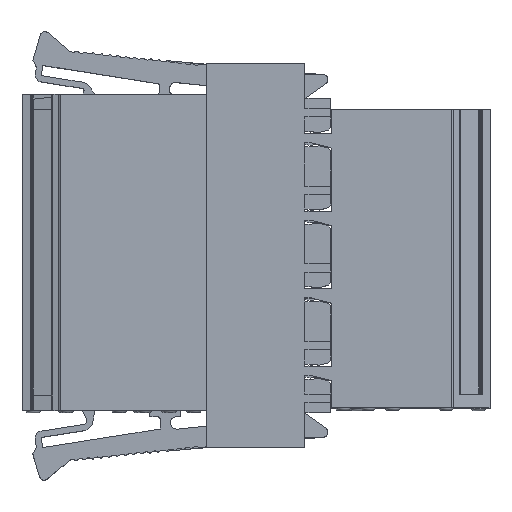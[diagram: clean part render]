
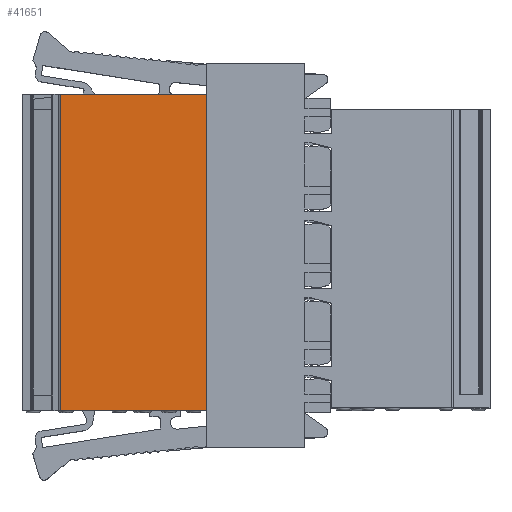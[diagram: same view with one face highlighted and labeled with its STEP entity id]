
A CAD part, top view. The second image highlights one B-rep face of the part: STEP entity #41651.
In plain terms, the highlighted planar face has unit normal (0, 0, 1).
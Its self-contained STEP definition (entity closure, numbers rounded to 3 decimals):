
#9565=ORIENTED_EDGE('',*,*,#14467,.F.);
#9566=ORIENTED_EDGE('',*,*,#14815,.F.);
#9567=ORIENTED_EDGE('',*,*,#14816,.T.);
#9568=ORIENTED_EDGE('',*,*,#14817,.T.);
#14467=EDGE_CURVE('',#17707,#17708,#20938,.T.);
#14815=EDGE_CURVE('',#17917,#17707,#21195,.T.);
#14816=EDGE_CURVE('',#17917,#17918,#21196,.T.);
#14817=EDGE_CURVE('',#17918,#17708,#21197,.T.);
#17707=VERTEX_POINT('',#62201);
#17708=VERTEX_POINT('',#62203);
#17917=VERTEX_POINT('',#63052);
#17918=VERTEX_POINT('',#63054);
#20938=LINE('',#62202,#24231);
#21195=LINE('',#63051,#24488);
#21196=LINE('',#63053,#24489);
#21197=LINE('',#63055,#24490);
#24231=VECTOR('',#50853,1000.);
#24488=VECTOR('',#51498,1000.);
#24489=VECTOR('',#51499,1000.);
#24490=VECTOR('',#51500,1000.);
#26160=EDGE_LOOP('',(#9565,#9566,#9567,#9568));
#27897=FACE_BOUND('',#26160,.T.);
#29086=PLANE('',#43956);
#41651=ADVANCED_FACE('',(#27897),#29086,.F.);
#43956=AXIS2_PLACEMENT_3D('',#63050,#51496,#51497);
#50853=DIRECTION('',(0.,1.,0.));
#51496=DIRECTION('',(0.,0.,-1.));
#51497=DIRECTION('',(-1.,0.,0.));
#51498=DIRECTION('',(-1.,0.,0.));
#51499=DIRECTION('',(0.,1.,0.));
#51500=DIRECTION('',(-1.,0.,0.));
#62201=CARTESIAN_POINT('',(-9.39,-1.5,0.));
#62202=CARTESIAN_POINT('',(-9.39,-1.5,0.));
#62203=CARTESIAN_POINT('',(-9.39,29.08,0.));
#63050=CARTESIAN_POINT('',(4.775,-1.5,0.));
#63051=CARTESIAN_POINT('',(4.775,-1.5,0.));
#63052=CARTESIAN_POINT('',(4.775,-1.5,0.));
#63053=CARTESIAN_POINT('',(4.775,-1.5,0.));
#63054=CARTESIAN_POINT('',(4.775,29.08,0.));
#63055=CARTESIAN_POINT('',(4.775,29.08,0.));
